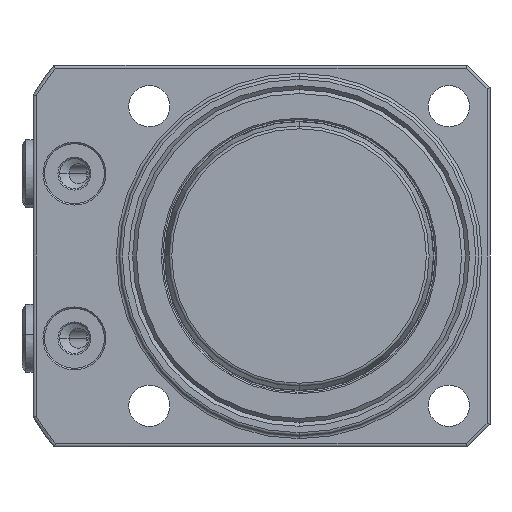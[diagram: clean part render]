
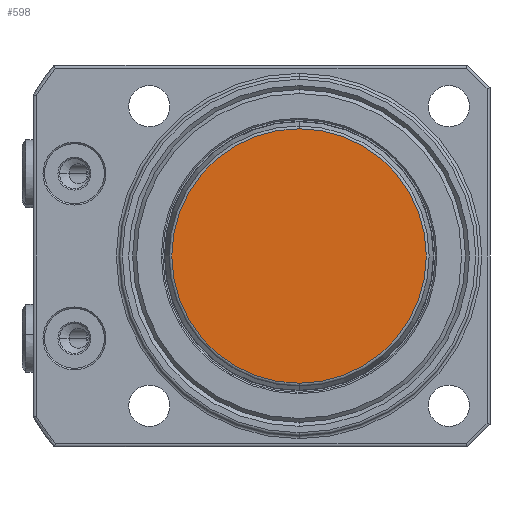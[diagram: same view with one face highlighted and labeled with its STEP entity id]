
A CAD part, front view. The second image highlights one B-rep face of the part: STEP entity #598.
In plain terms, the highlighted planar face has unit normal (0, -1, 0).
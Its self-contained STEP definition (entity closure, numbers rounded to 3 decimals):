
#598 = ADVANCED_FACE ( 'NONE', ( #5528 ), #6846, .F. ) ;
#841 = CARTESIAN_POINT ( 'NONE',  ( 0., -2., 16.992 ) ) ;
#842 = CARTESIAN_POINT ( 'NONE',  ( 0., -2., -16.992 ) ) ;
#2504 = EDGE_LOOP ( 'NONE', ( #3634, #3632 ) ) ;
#3632 = ORIENTED_EDGE ( 'NONE', *, *, #7700, .T. ) ;
#3634 = ORIENTED_EDGE ( 'NONE', *, *, #7712, .T. ) ;
#3727 = AXIS2_PLACEMENT_3D ( 'NONE', #6063, #6064, #6065 ) ;
#3734 = AXIS2_PLACEMENT_3D ( 'NONE', #6099, #6100, #6101 ) ;
#4201 = VERTEX_POINT ( 'NONE', #841 ) ;
#4202 = VERTEX_POINT ( 'NONE', #842 ) ;
#5523 = AXIS2_PLACEMENT_3D ( 'NONE', #6847, #6848, #6849 ) ;
#5528 = FACE_OUTER_BOUND ( 'NONE', #2504, .T. ) ;
#6063 = CARTESIAN_POINT ( 'NONE',  ( 0., -2., 0. ) ) ;
#6064 = DIRECTION ( 'NONE',  ( 0., -1., 0. ) ) ;
#6065 = DIRECTION ( 'NONE',  ( 0., 0., 1. ) ) ;
#6099 = CARTESIAN_POINT ( 'NONE',  ( 0., -2., 0. ) ) ;
#6100 = DIRECTION ( 'NONE',  ( 0., -1., 0. ) ) ;
#6101 = DIRECTION ( 'NONE',  ( 0., 0., 1. ) ) ;
#6846 = PLANE ( 'NONE',  #5523 ) ;
#6847 = CARTESIAN_POINT ( 'NONE',  ( 17.272, -2., 0. ) ) ;
#6848 = DIRECTION ( 'NONE',  ( 0., 1., 0. ) ) ;
#6849 = DIRECTION ( 'NONE',  ( 0., 0., 1. ) ) ;
#6958 = CIRCLE ( 'NONE', #3734, 16.992 ) ;
#7083 = CIRCLE ( 'NONE', #3727, 16.992 ) ;
#7700 = EDGE_CURVE ( 'NONE', #4202, #4201, #7083, .T. ) ;
#7712 = EDGE_CURVE ( 'NONE', #4201, #4202, #6958, .T. ) ;
